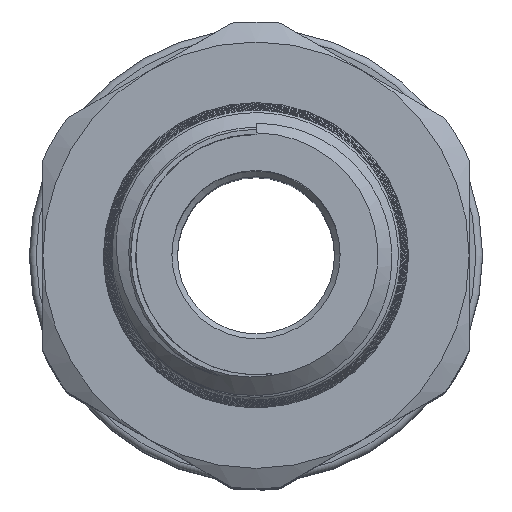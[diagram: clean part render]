
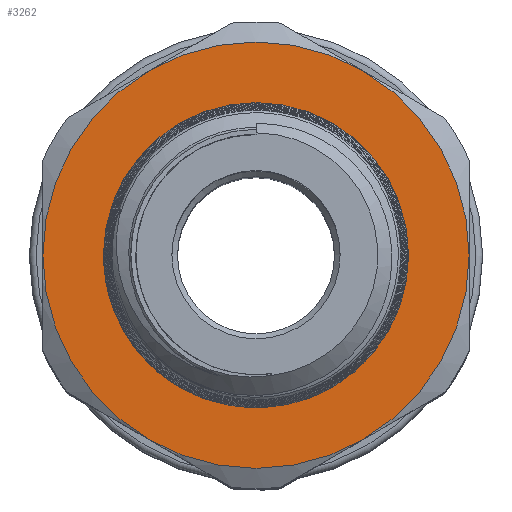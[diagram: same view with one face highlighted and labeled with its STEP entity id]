
A CAD part, top view. The second image highlights one B-rep face of the part: STEP entity #3262.
In plain terms, the highlighted face is planar.
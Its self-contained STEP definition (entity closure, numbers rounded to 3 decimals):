
#635=PLANE('',#3639);
#829=FACE_OUTER_BOUND('',#1241,.T.);
#1024=FACE_BOUND('',#1242,.T.);
#1241=EDGE_LOOP('',(#2860,#2861,#2862,#2863,#2864,#2865));
#1242=EDGE_LOOP('',(#2866));
#1443=CIRCLE('',#3584,6.8);
#1447=CIRCLE('',#3599,9.5);
#1449=CIRCLE('',#3602,9.5);
#1451=CIRCLE('',#3605,9.5);
#1453=CIRCLE('',#3608,9.5);
#1455=CIRCLE('',#3611,9.5);
#1457=CIRCLE('',#3614,9.5);
#1716=VERTEX_POINT('',#16493);
#1728=VERTEX_POINT('',#16922);
#1734=VERTEX_POINT('',#16943);
#1740=VERTEX_POINT('',#16964);
#1746=VERTEX_POINT('',#16985);
#1752=VERTEX_POINT('',#17006);
#1758=VERTEX_POINT('',#17027);
#2082=EDGE_CURVE('',#1716,#1716,#1443,.T.);
#2135=EDGE_CURVE('',#1728,#1758,#1447,.T.);
#2137=EDGE_CURVE('',#1758,#1752,#1449,.T.);
#2139=EDGE_CURVE('',#1752,#1746,#1451,.T.);
#2141=EDGE_CURVE('',#1746,#1740,#1453,.T.);
#2143=EDGE_CURVE('',#1740,#1734,#1455,.T.);
#2145=EDGE_CURVE('',#1734,#1728,#1457,.T.);
#2860=ORIENTED_EDGE('',*,*,#2135,.T.);
#2861=ORIENTED_EDGE('',*,*,#2137,.T.);
#2862=ORIENTED_EDGE('',*,*,#2139,.T.);
#2863=ORIENTED_EDGE('',*,*,#2141,.T.);
#2864=ORIENTED_EDGE('',*,*,#2143,.T.);
#2865=ORIENTED_EDGE('',*,*,#2145,.T.);
#2866=ORIENTED_EDGE('',*,*,#2082,.T.);
#3262=ADVANCED_FACE('',(#829,#1024),#635,.F.);
#3584=AXIS2_PLACEMENT_3D('',#16494,#4170,#4171);
#3599=AXIS2_PLACEMENT_3D('',#17036,#4212,#4213);
#3602=AXIS2_PLACEMENT_3D('',#17039,#4218,#4219);
#3605=AXIS2_PLACEMENT_3D('',#17042,#4224,#4225);
#3608=AXIS2_PLACEMENT_3D('',#17045,#4230,#4231);
#3611=AXIS2_PLACEMENT_3D('',#17048,#4236,#4237);
#3614=AXIS2_PLACEMENT_3D('',#17051,#4242,#4243);
#3639=AXIS2_PLACEMENT_3D('',#21823,#4295,#4296);
#4170=DIRECTION('center_axis',(0.,0.,1.));
#4171=DIRECTION('ref_axis',(1.,0.,0.));
#4212=DIRECTION('center_axis',(0.,0.,-1.));
#4213=DIRECTION('ref_axis',(-1.,0.,0.));
#4218=DIRECTION('center_axis',(0.,0.,-1.));
#4219=DIRECTION('ref_axis',(-1.,0.,0.));
#4224=DIRECTION('center_axis',(0.,0.,-1.));
#4225=DIRECTION('ref_axis',(-1.,0.,0.));
#4230=DIRECTION('center_axis',(0.,0.,-1.));
#4231=DIRECTION('ref_axis',(-1.,0.,0.));
#4236=DIRECTION('center_axis',(0.,0.,-1.));
#4237=DIRECTION('ref_axis',(-1.,0.,0.));
#4242=DIRECTION('center_axis',(0.,0.,-1.));
#4243=DIRECTION('ref_axis',(-1.,0.,0.));
#4295=DIRECTION('center_axis',(0.,0.,1.));
#4296=DIRECTION('ref_axis',(1.,0.,0.));
#16493=CARTESIAN_POINT('',(6.8,0.,0.));
#16494=CARTESIAN_POINT('Origin',(0.,0.,0.));
#16922=CARTESIAN_POINT('',(4.75,8.227,0.));
#16943=CARTESIAN_POINT('',(-4.75,8.227,0.));
#16964=CARTESIAN_POINT('',(-9.5,0.,0.));
#16985=CARTESIAN_POINT('',(-4.75,-8.227,0.));
#17006=CARTESIAN_POINT('',(4.75,-8.227,0.));
#17027=CARTESIAN_POINT('',(9.5,0.,0.));
#17036=CARTESIAN_POINT('Origin',(0.,0.,0.));
#17039=CARTESIAN_POINT('Origin',(0.,0.,0.));
#17042=CARTESIAN_POINT('Origin',(0.,0.,0.));
#17045=CARTESIAN_POINT('Origin',(0.,0.,0.));
#17048=CARTESIAN_POINT('Origin',(0.,0.,0.));
#17051=CARTESIAN_POINT('Origin',(0.,0.,0.));
#21823=CARTESIAN_POINT('Origin',(-9.5,16.454,0.));
